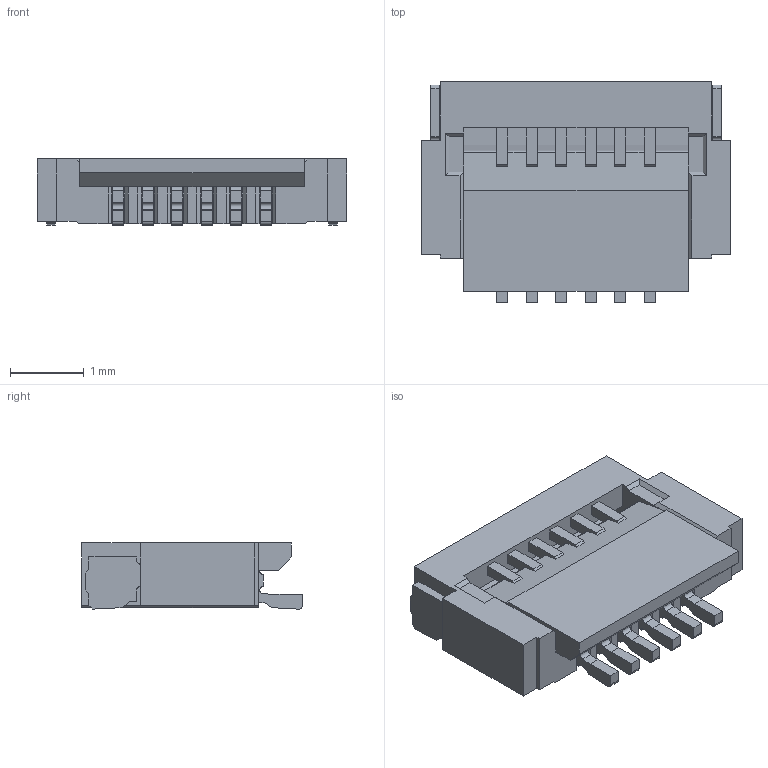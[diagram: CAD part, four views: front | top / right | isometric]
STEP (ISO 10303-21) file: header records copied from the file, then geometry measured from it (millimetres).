
FILE_DESCRIPTION(('Creo Elements/Direct Modeling STEP Export'),'2;1');
FILE_NAME('TF13BA-6S-0.4SH(STP).stp','2017-11-07T 8:09:04',(''),(''),'Creo Elements/Direct Modeling STEP processor for AP214 (Solid Model)','Creo Elements/Direct Modeling 18.0 28-May-2011 (C) Parametric Technology GmbH','');
FILE_SCHEMA(('AUTOMOTIVE_DESIGN { 1 0 10303 214 1 1 1 1 }'));
Length unit declared in the file: millimetre
Products named in the file (2): TF13BA-6S-0_4SH
Assembly tree (1 placements, depth 2):
  TF13BA-6S-0_4SH
    TF13BA-6S-0_4SH
Bounding box: 4.2 x 3 x 0.9 mm (x, y, z)
Volume: 7 mm3; surface area: 53.2 mm2
Topology: 1 solids, 1 shells, 247 faces, 742 edges, 492 vertices
Faces by surface type: plane 206, cylinder 41
Entity records: 8307 total; most frequent: ORIENTED_EDGE 1484, CARTESIAN_POINT 1483, DIRECTION 1322, EDGE_CURVE 742, VECTOR 660, LINE 660, VERTEX_POINT 492, AXIS2_PLACEMENT_3D 331
